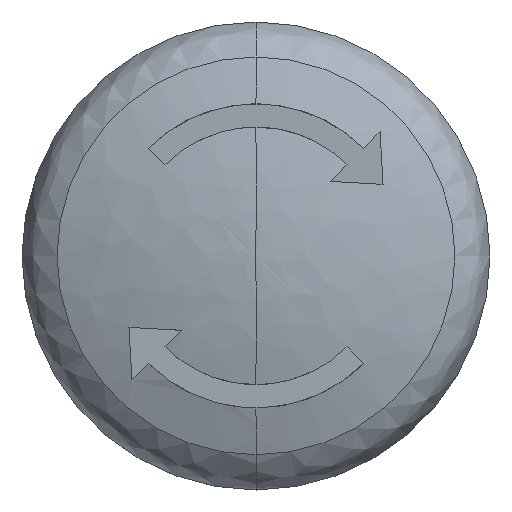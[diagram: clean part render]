
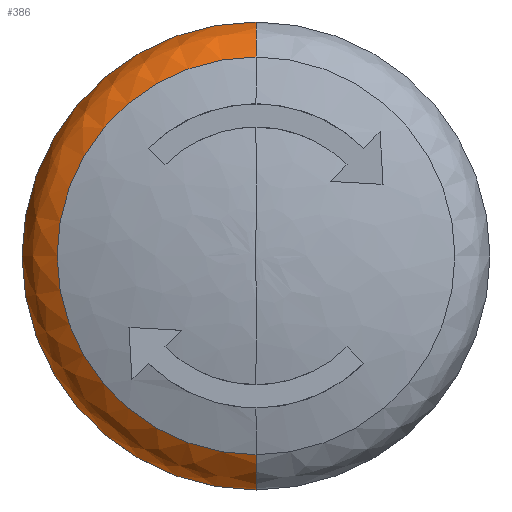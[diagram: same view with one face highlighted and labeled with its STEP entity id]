
A CAD part, top view. The second image highlights one B-rep face of the part: STEP entity #386.
In plain terms, the highlighted free-form (B-spline) face has degree [2, 2] with [5, 9] control points.
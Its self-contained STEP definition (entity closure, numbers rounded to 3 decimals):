
#211=CARTESIAN_POINT('',(0.,17.,38.0));
#212=VERTEX_POINT('',#211);
#220=CARTESIAN_POINT('',(0.,-17.,38.0));
#221=VERTEX_POINT('',#220);
#222=CARTESIAN_POINT('',(0.,0.0,38.0));
#223=DIRECTION('',(0.0,0.0,-1.0));
#224=DIRECTION('',(1.0,0.0,0.0));
#225=AXIS2_PLACEMENT_3D('',#222,#223,#224);
#226=CIRCLE('',#225,17.);
#227=EDGE_CURVE('',#221,#212,#226,.T.);
#305=CARTESIAN_POINT('',(0.,20.,34.0));
#306=CARTESIAN_POINT('',(0.,19.47,38.402));
#307=CARTESIAN_POINT('',(0.,15.036,38.402));
#308=CARTESIAN_POINT('',(0.,10.602,38.402));
#309=CARTESIAN_POINT('',(0.,10.072,34.0));
#310=CARTESIAN_POINT('',(20.,20.0,34.));
#311=CARTESIAN_POINT('',(19.47,19.47,38.402));
#312=CARTESIAN_POINT('',(15.036,15.036,38.402));
#313=CARTESIAN_POINT('',(10.602,10.602,38.402));
#314=CARTESIAN_POINT('',(10.072,10.072,34.0));
#315=CARTESIAN_POINT('',(20.,0.,34.));
#316=CARTESIAN_POINT('',(19.47,0.,38.402));
#317=CARTESIAN_POINT('',(15.036,0.,38.402));
#318=CARTESIAN_POINT('',(10.602,0.,38.402));
#319=CARTESIAN_POINT('',(10.072,0.,34.0));
#320=CARTESIAN_POINT('',(20.0,-20.,34.));
#321=CARTESIAN_POINT('',(19.47,-19.47,38.402));
#322=CARTESIAN_POINT('',(15.036,-15.036,38.402));
#323=CARTESIAN_POINT('',(10.602,-10.602,38.402));
#324=CARTESIAN_POINT('',(10.072,-10.072,34.0));
#325=CARTESIAN_POINT('',(0.,-20.,34.0));
#326=CARTESIAN_POINT('',(0.,-19.47,38.402));
#327=CARTESIAN_POINT('',(0.,-15.036,38.402));
#328=CARTESIAN_POINT('',(0.,-10.602,38.402));
#329=CARTESIAN_POINT('',(0.,-10.072,34.0));
#330=CARTESIAN_POINT('',(-20.,-20.0,34.));
#331=CARTESIAN_POINT('',(-19.47,-19.47,38.402));
#332=CARTESIAN_POINT('',(-15.036,-15.036,38.402));
#333=CARTESIAN_POINT('',(-10.602,-10.602,38.402));
#334=CARTESIAN_POINT('',(-10.072,-10.072,34.0));
#335=CARTESIAN_POINT('',(-20.,0.,34.));
#336=CARTESIAN_POINT('',(-19.47,0.,38.402));
#337=CARTESIAN_POINT('',(-15.036,0.,38.402));
#338=CARTESIAN_POINT('',(-10.602,0.,38.402));
#339=CARTESIAN_POINT('',(-10.072,0.,34.0));
#340=CARTESIAN_POINT('',(-20.0,20.,34.));
#341=CARTESIAN_POINT('',(-19.47,19.47,38.402));
#342=CARTESIAN_POINT('',(-15.036,15.036,38.402));
#343=CARTESIAN_POINT('',(-10.602,10.602,38.402));
#344=CARTESIAN_POINT('',(-10.072,10.072,34.0));
#345=CARTESIAN_POINT('',(0.,20.,34.0));
#346=CARTESIAN_POINT('',(0.,19.47,38.402));
#347=CARTESIAN_POINT('',(0.,15.036,38.402));
#348=CARTESIAN_POINT('',(0.,10.602,38.402));
#349=CARTESIAN_POINT('',(0.,10.072,34.0));
#357=(BOUNDED_SURFACE()B_SPLINE_SURFACE(2,2,((#305,#310,#315,#320,#325,#330,#335,#340,#345),(#306,#311,#316,#321,#326,#331,#336,#341,#346),(#307,#312,#317,#322,#327,#332,#337,#342,#347),(#308,#313,#318,#323,#328,#333,#338,#343,#348),(#309,#314,#319,#324,#329,#334,#339,#344,#349)),.UNSPECIFIED.,.F.,.T.,.U.)B_SPLINE_SURFACE_WITH_KNOTS((3,2,3),(3,2,2,2,3),(0.12,1.571,3.022),(0.0,1.571,3.142,4.712,6.283),.UNSPECIFIED.)GEOMETRIC_REPRESENTATION_ITEM()RATIONAL_B_SPLINE_SURFACE(((1.0,0.707,1.0,0.707,1.0,0.707,1.0,0.707,1.0),(0.748,0.529,0.748,0.529,0.748,0.529,0.748,0.529,0.748),(1.0,0.707,1.0,0.707,1.0,0.707,1.0,0.707,1.0),(0.748,0.529,0.748,0.529,0.748,0.529,0.748,0.529,0.748),(1.0,0.707,1.0,0.707,1.0,0.707,1.0,0.707,1.0)))REPRESENTATION_ITEM('')SURFACE());
#358=CARTESIAN_POINT('',(0.,-20.,34.0));
#359=VERTEX_POINT('',#358);
#360=CARTESIAN_POINT('',(0.0,-15.036,33.402));
#361=DIRECTION('',(1.0,0.0,0.0));
#362=DIRECTION('',(0.0,-1.0,0.0));
#363=AXIS2_PLACEMENT_3D('',#360,#361,#362);
#364=CIRCLE('',#363,5.0);
#365=EDGE_CURVE('',#221,#359,#364,.T.);
#366=ORIENTED_EDGE('',*,*,#365,.F.);
#367=ORIENTED_EDGE('',*,*,#227,.T.);
#368=CARTESIAN_POINT('',(0.,20.,34.0));
#369=VERTEX_POINT('',#368);
#370=CARTESIAN_POINT('',(0.,15.036,33.402));
#371=DIRECTION('',(-1.0,0.0,0.0));
#372=DIRECTION('',(0.0,1.0,0.0));
#373=AXIS2_PLACEMENT_3D('',#370,#371,#372);
#374=CIRCLE('',#373,5.0);
#375=EDGE_CURVE('',#212,#369,#374,.T.);
#376=ORIENTED_EDGE('',*,*,#375,.T.);
#377=CARTESIAN_POINT('',(0.0,0.0,34.0));
#378=DIRECTION('',(0.0,0.0,-1.0));
#379=DIRECTION('',(1.0,0.0,0.0));
#380=AXIS2_PLACEMENT_3D('',#377,#378,#379);
#381=CIRCLE('',#380,20.);
#382=EDGE_CURVE('',#359,#369,#381,.T.);
#383=ORIENTED_EDGE('',*,*,#382,.F.);
#384=EDGE_LOOP('',(#366,#367,#376,#383));
#385=FACE_OUTER_BOUND('',#384,.T.);
#386=ADVANCED_FACE('',(#385),#357,.T.);
